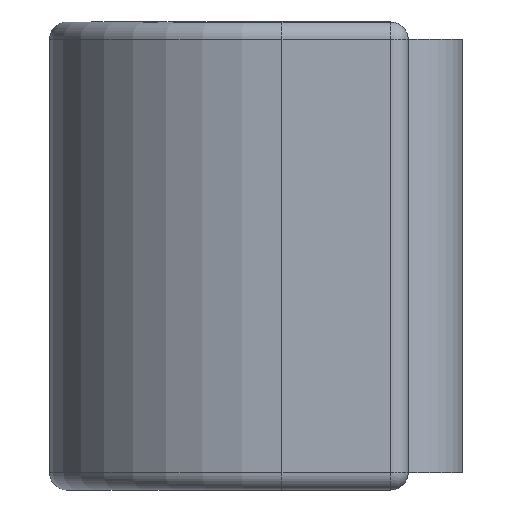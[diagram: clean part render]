
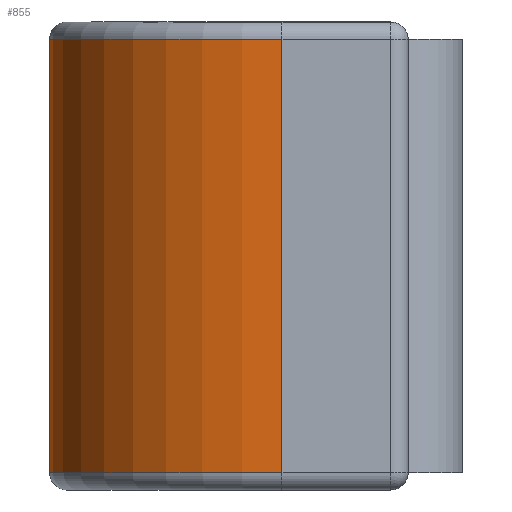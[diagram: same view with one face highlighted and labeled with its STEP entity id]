
A CAD part, left-side view. The second image highlights one B-rep face of the part: STEP entity #855.
In plain terms, the highlighted cylindrical face has radius 10.223 mm (diameter 20.447 mm), a partial arc.
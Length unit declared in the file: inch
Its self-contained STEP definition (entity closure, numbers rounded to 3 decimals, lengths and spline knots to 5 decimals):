
#26 = ORIENTED_EDGE ( 'NONE', *, *, #426, .F. ) ;
#161 = CARTESIAN_POINT ( 'NONE',  ( -0.625, 0.3125, 0. ) ) ;
#256 = CARTESIAN_POINT ( 'NONE',  ( -0.625, 0.3125, 0.375 ) ) ;
#426 = EDGE_CURVE ( 'NONE', #1764, #1837, #3492, .T. ) ;
#436 = ORIENTED_EDGE ( 'NONE', *, *, #2736, .T. ) ;
#467 = CARTESIAN_POINT ( 'NONE',  ( -0.625, 0.3125, -0.375 ) ) ;
#480 = VERTEX_POINT ( 'NONE', #2473 ) ;
#536 = DIRECTION ( 'NONE',  ( 1., 0., 0. ) ) ;
#568 = CARTESIAN_POINT ( 'NONE',  ( -1.0275, 0.3125, 0.375 ) ) ;
#750 = DIRECTION ( 'NONE',  ( 1., 0., 0. ) ) ;
#849 = DIRECTION ( 'NONE',  ( 0., 0., -1. ) ) ;
#855 = ADVANCED_FACE ( 'NONE', ( #2147 ), #1797, .T. ) ;
#877 = VECTOR ( 'NONE', #1331, 39.37008 ) ;
#1243 = AXIS2_PLACEMENT_3D ( 'NONE', #161, #2356, #2087 ) ;
#1317 = AXIS2_PLACEMENT_3D ( 'NONE', #467, #2381, #750 ) ;
#1331 = DIRECTION ( 'NONE',  ( 0., 0., -1. ) ) ;
#1386 = EDGE_CURVE ( 'NONE', #3473, #1837, #1833, .T. ) ;
#1387 = CIRCLE ( 'NONE', #1600, 0.4025 ) ;
#1600 = AXIS2_PLACEMENT_3D ( 'NONE', #256, #2163, #536 ) ;
#1751 = CARTESIAN_POINT ( 'NONE',  ( -1.0275, 0.3125, 0.375 ) ) ;
#1764 = VERTEX_POINT ( 'NONE', #1751 ) ;
#1797 = CYLINDRICAL_SURFACE ( 'NONE', #1243, 0.4025 ) ;
#1833 = CIRCLE ( 'NONE', #1317, 0.4025 ) ;
#1837 = VERTEX_POINT ( 'NONE', #2038 ) ;
#2038 = CARTESIAN_POINT ( 'NONE',  ( -1.0275, 0.3125, -0.375 ) ) ;
#2087 = DIRECTION ( 'NONE',  ( 1., 0., 0. ) ) ;
#2102 = ORIENTED_EDGE ( 'NONE', *, *, #1386, .T. ) ;
#2147 = FACE_OUTER_BOUND ( 'NONE', #2251, .T. ) ;
#2163 = DIRECTION ( 'NONE',  ( 0., 0., 1. ) ) ;
#2251 = EDGE_LOOP ( 'NONE', ( #436, #2102, #26, #3218 ) ) ;
#2328 = LINE ( 'NONE', #2972, #877 ) ;
#2356 = DIRECTION ( 'NONE',  ( 0., 0., 1. ) ) ;
#2381 = DIRECTION ( 'NONE',  ( 0., 0., 1. ) ) ;
#2473 = CARTESIAN_POINT ( 'NONE',  ( -0.2225, 0.3125, 0.375 ) ) ;
#2736 = EDGE_CURVE ( 'NONE', #480, #3473, #2328, .T. ) ;
#2972 = CARTESIAN_POINT ( 'NONE',  ( -0.2225, 0.3125, 0.375 ) ) ;
#3218 = ORIENTED_EDGE ( 'NONE', *, *, #3538, .F. ) ;
#3230 = CARTESIAN_POINT ( 'NONE',  ( -0.2225, 0.3125, -0.375 ) ) ;
#3413 = VECTOR ( 'NONE', #849, 39.37008 ) ;
#3473 = VERTEX_POINT ( 'NONE', #3230 ) ;
#3492 = LINE ( 'NONE', #568, #3413 ) ;
#3538 = EDGE_CURVE ( 'NONE', #480, #1764, #1387, .T. ) ;
